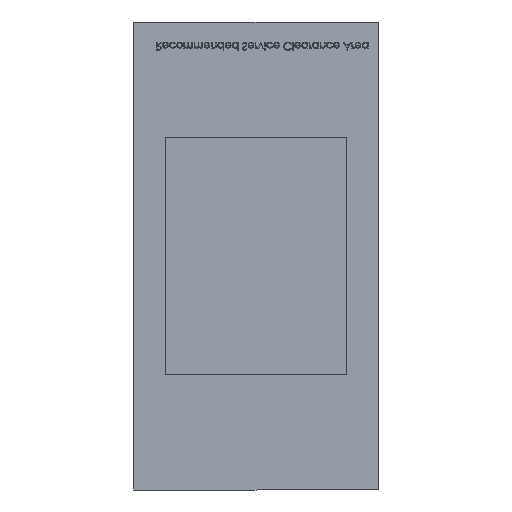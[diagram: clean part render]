
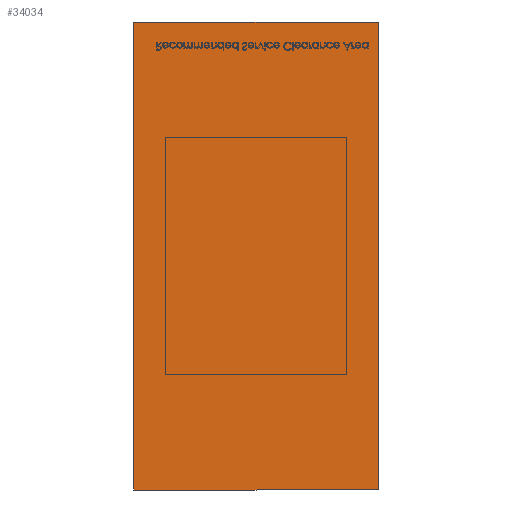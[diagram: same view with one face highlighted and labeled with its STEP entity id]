
A CAD part, front view. The second image highlights one B-rep face of the part: STEP entity #34034.
In plain terms, the highlighted planar face has unit normal (0, -1, 0).
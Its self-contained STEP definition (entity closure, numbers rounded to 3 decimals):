
#2226 = LINE ( 'NONE', #52418, #10009 ) ;
#2281 = DIRECTION ( 'NONE',  ( 0., 0., 1. ) ) ;
#2708 = CARTESIAN_POINT ( 'NONE',  ( 23.4, -5.25, -44.75 ) ) ;
#6647 = CARTESIAN_POINT ( 'NONE',  ( 23.4, -5.25, -44.75 ) ) ;
#6783 = VERTEX_POINT ( 'NONE', #52059 ) ;
#9537 = EDGE_CURVE ( 'NONE', #25813, #48988, #15842, .T. ) ;
#10009 = VECTOR ( 'NONE', #48435, 39.37 ) ;
#12803 = EDGE_CURVE ( 'NONE', #17645, #6783, #35766, .T. ) ;
#13800 = VECTOR ( 'NONE', #39690, 39.37 ) ;
#15017 = VECTOR ( 'NONE', #21816, 39.37 ) ;
#15751 = EDGE_LOOP ( 'NONE', ( #17869, #45725, #27424, #29635 ) ) ;
#15842 = LINE ( 'NONE', #6647, #31423 ) ;
#17645 = VERTEX_POINT ( 'NONE', #42347 ) ;
#17869 = ORIENTED_EDGE ( 'NONE', *, *, #12803, .T. ) ;
#18419 = EDGE_CURVE ( 'NONE', #48988, #17645, #2226, .T. ) ;
#19929 = EDGE_CURVE ( 'NONE', #6783, #25813, #43652, .T. ) ;
#21816 = DIRECTION ( 'NONE',  ( 0., 0., -1. ) ) ;
#25813 = VERTEX_POINT ( 'NONE', #43739 ) ;
#27424 = ORIENTED_EDGE ( 'NONE', *, *, #9537, .T. ) ;
#27447 = DIRECTION ( 'NONE',  ( 0., 0., -1. ) ) ;
#27610 = CARTESIAN_POINT ( 'NONE',  ( 0., -5.25, 0. ) ) ;
#29635 = ORIENTED_EDGE ( 'NONE', *, *, #18419, .T. ) ;
#30101 = AXIS2_PLACEMENT_3D ( 'NONE', #27610, #44121, #27447 ) ;
#31423 = VECTOR ( 'NONE', #2281, 39.37 ) ;
#33256 = CARTESIAN_POINT ( 'NONE',  ( 23.4, -5.25, 44.75 ) ) ;
#34034 = ADVANCED_FACE ( 'NONE', ( #42910 ), #44648, .T. ) ;
#35766 = LINE ( 'NONE', #50284, #15017 ) ;
#39690 = DIRECTION ( 'NONE',  ( 1., 0., 0. ) ) ;
#42347 = CARTESIAN_POINT ( 'NONE',  ( -23.4, -5.25, 44.75 ) ) ;
#42910 = FACE_OUTER_BOUND ( 'NONE', #15751, .T. ) ;
#43652 = LINE ( 'NONE', #2708, #13800 ) ;
#43739 = CARTESIAN_POINT ( 'NONE',  ( 23.4, -5.25, -44.75 ) ) ;
#44121 = DIRECTION ( 'NONE',  ( 0., -1., 0. ) ) ;
#44648 = PLANE ( 'NONE',  #30101 ) ;
#45725 = ORIENTED_EDGE ( 'NONE', *, *, #19929, .T. ) ;
#48435 = DIRECTION ( 'NONE',  ( -1., 0., 0. ) ) ;
#48988 = VERTEX_POINT ( 'NONE', #33256 ) ;
#50284 = CARTESIAN_POINT ( 'NONE',  ( -23.4, -5.25, -44.75 ) ) ;
#52059 = CARTESIAN_POINT ( 'NONE',  ( -23.4, -5.25, -44.75 ) ) ;
#52418 = CARTESIAN_POINT ( 'NONE',  ( 23.4, -5.25, 44.75 ) ) ;
